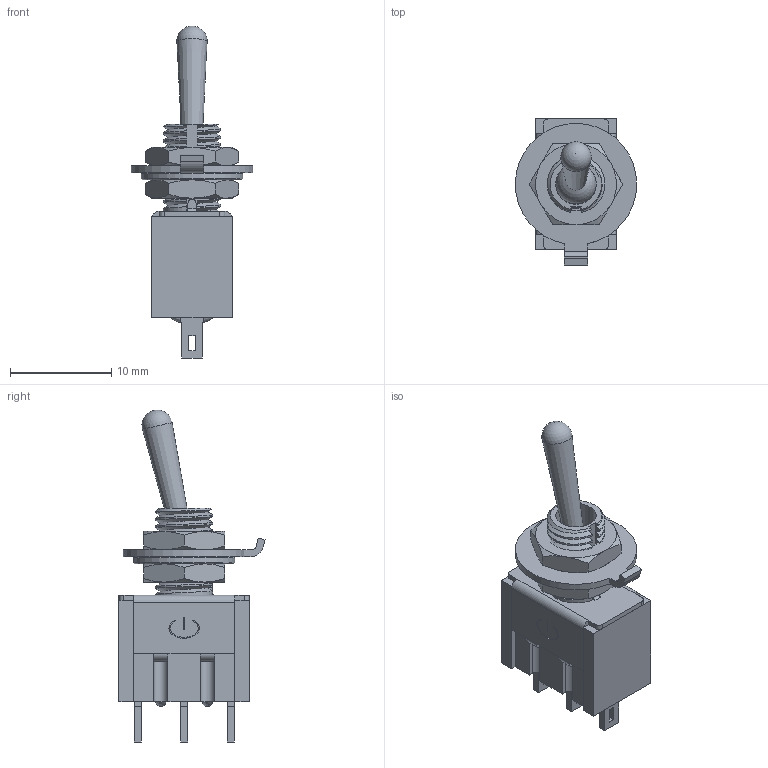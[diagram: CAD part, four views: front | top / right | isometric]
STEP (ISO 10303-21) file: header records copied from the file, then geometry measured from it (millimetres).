
FILE_DESCRIPTION(('FreeCAD Model'),'2;1');
FILE_NAME('Open CASCADE Shape Model','2021-10-11T15:58:42',('Author'),( ''),'Open CASCADE STEP processor 7.5','FreeCAD','Unknown');
FILE_SCHEMA(('AUTOMOTIVE_DESIGN { 1 0 10303 214 1 1 1 1 }'));
Length unit declared in the file: millimetre
Products named in the file (12): ToggleSwitch_3Pin; Washer Anti Twist Protection; Nut M6x0.75mm; Nut M6x0.75mm  clone; Sheetmatal Frame; Plastic Body; Thread; Batton Clone 1; PIN_1of3; PIN_2of3; PIN_3of3; Washer
Assembly tree (11 placements, depth 2):
  ToggleSwitch_3Pin
    Washer Anti Twist Protection
    Nut M6x0.75mm
    Nut M6x0.75mm  clone
    Sheetmatal Frame
    Plastic Body
    Thread
    Batton Clone 1
    PIN_1of3
    PIN_2of3
    PIN_3of3
    Washer
Bounding box: 12 x 14.45 x 32.81 mm (x, y, z)
Volume: 1311.7 mm3; surface area: 2443.1 mm2
Topology: 11 solids, 11 shells, 541 faces, 1399 edges, 906 vertices
Faces by surface type: plane 294, extrusion 121, cylinder 66, cone 30, bspline 24, revolution 4, sphere 2
Full cylindrical faces by diameter (mm): 1.5 x1, 4 x1, 5 x1, 5.2 x2, 6.2 x1, 10 x1
Entity records: 19501 total; most frequent: CARTESIAN_POINT 6555, ORIENTED_EDGE 2796, DIRECTION 2182, EDGE_CURVE 1398, VECTOR 986, VERTEX_POINT 906, LINE 865, AXIS2_PLACEMENT_3D 596
